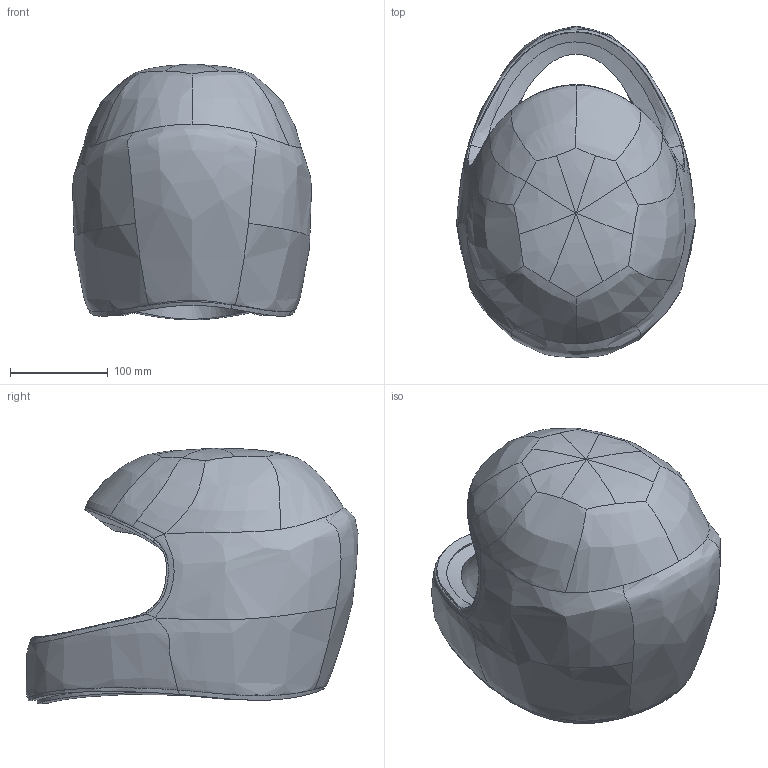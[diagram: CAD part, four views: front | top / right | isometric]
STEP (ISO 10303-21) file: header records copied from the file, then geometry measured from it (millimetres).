
FILE_DESCRIPTION(('FreeCAD Model'),'2;1');
FILE_NAME('Open CASCADE Shape Model','2025-05-04T02:13:58',('FreeCAD'),( 'FreeCAD'),'Open CASCADE STEP processor 7.6','FreeCAD','Unknown');
FILE_SCHEMA(('AUTOMOTIVE_DESIGN { 1 0 10303 214 1 1 1 1 }'));
Products named in the file (1): Open CASCADE STEP translator 7.6 1
Bounding box: 243.54 x 338.8 x 260.91 mm (x, y, z)
Volume: 6029366.9 mm3; surface area: 982703.3 mm2
Topology: 3 solids, 3 shells, 225 faces, 562 edges, 337 vertices
Faces by surface type: bspline 225
Entity records: 48180 total; most frequent: CARTESIAN_POINT 44680, ORIENTED_EDGE 1124, EDGE_CURVE 562, B_SPLINE_CURVE_WITH_KNOTS 560, VERTEX_POINT 337, ADVANCED_FACE 225, FACE_BOUND 225, EDGE_LOOP 225
